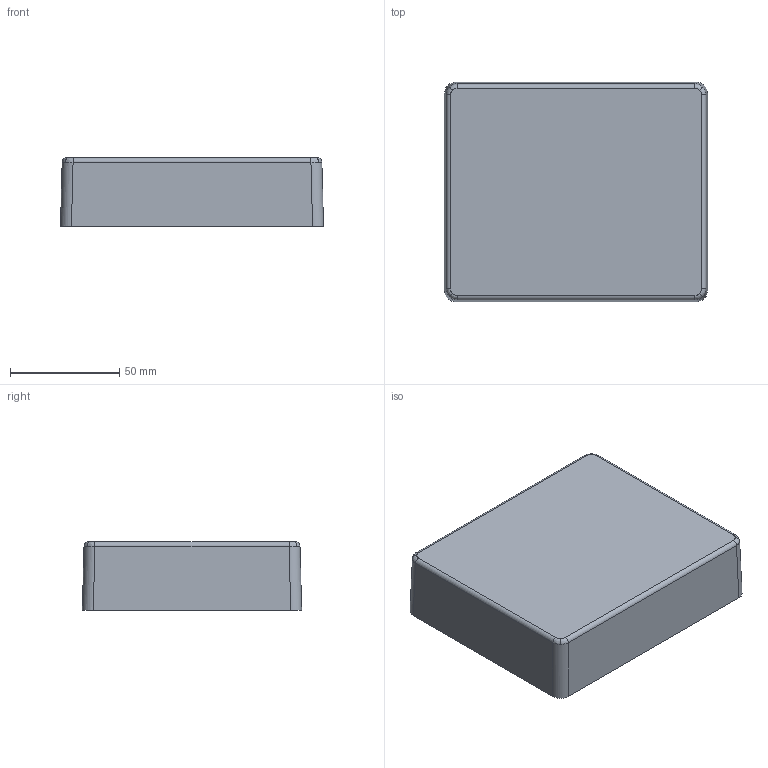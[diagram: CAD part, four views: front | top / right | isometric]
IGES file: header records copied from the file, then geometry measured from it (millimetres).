
Global section: file name: No Iges File Name specified; native system: Autodesk Inventor 2010; preprocessor: AutoDesk Inventor Iges Exporter R2010; author: tcook; date: 20090916.095101; units: millimetre
Bounding box: 120.4 x 100.4 x 31.3 mm (x, y, z)
Volume: 48522.3 mm3; surface area: 49270.8 mm2
Topology: 1 solids, 1 shells, 372 faces, 983 edges, 642 vertices
Faces by surface type: bspline 172, plane 140, revolution 48, cylinder 12
